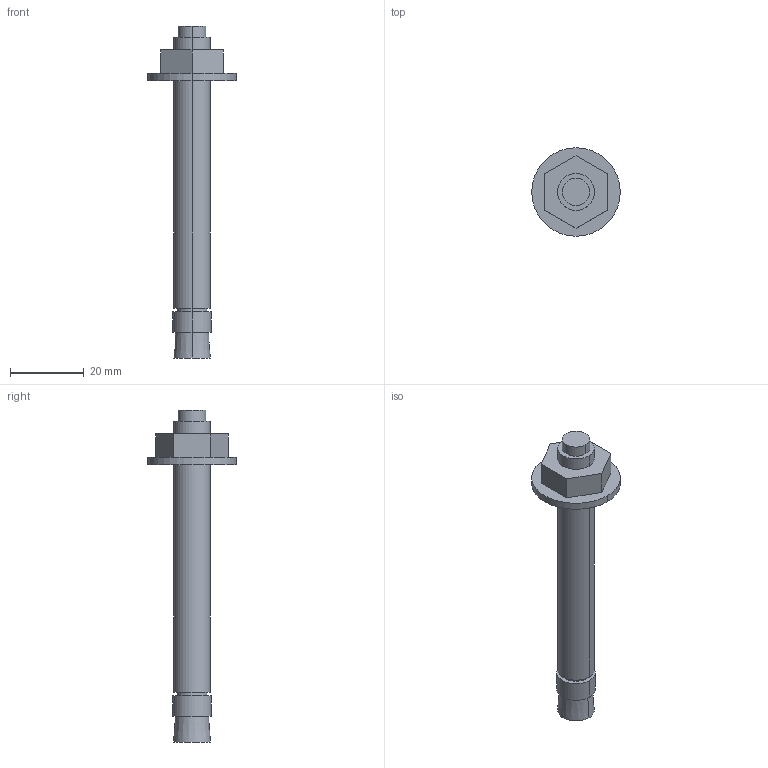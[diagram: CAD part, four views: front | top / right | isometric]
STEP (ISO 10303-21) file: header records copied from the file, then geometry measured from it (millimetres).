
FILE_DESCRIPTION(('STEP AP214'),'1');
FILE_NAME('cctmp_6CC7AD0F-5B78-4FCE-94E1-09703D8AF3C6_2020_1_13_10_48_4_836..stp','2020-01-13T09:48:04',('Bosch Rexroth AG'),('CADClick - www.CADClick.com'),'Spatial InterOp 3D',' ','unknown authorization - (Healing Option Enabled)');
FILE_SCHEMA(('AUTOMOTIVE_DESIGN'));
Length unit declared in the file: millimetre
Products named in the file (1): 2020_01_13__10-48-04-836
Bounding box: 24 x 24 x 90 mm (x, y, z)
Volume: 8757.1 mm3; surface area: 4047.7 mm2
Topology: 1 solids, 1 shells, 29 faces, 60 edges, 40 vertices
Faces by surface type: plane 15, cylinder 10, cone 4
Entity records: 1038 total; most frequent: DIRECTION 148, CARTESIAN_POINT 130, ORIENTED_EDGE 120, EDGE_CURVE 60, AXIS2_PLACEMENT_3D 58, VERTEX_POINT 40, EDGE_LOOP 36, LINE 32
